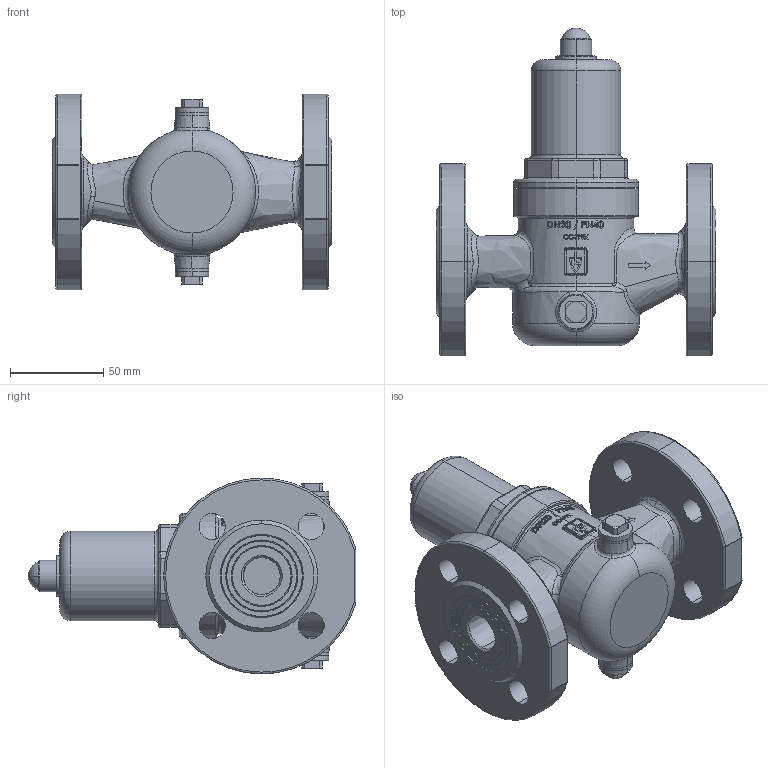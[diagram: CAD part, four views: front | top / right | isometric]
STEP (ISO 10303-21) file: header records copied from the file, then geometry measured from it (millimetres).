
FILE_DESCRIPTION (( 'STEP AP214' ), '1' );
FILE_NAME ('682 HP 20 Dummy.STEP', '2010-08-09T10:58:30', ( '' ), ( '' ), 'SwSTEP 2.0', 'SolidWorks 2010', '' );
FILE_SCHEMA (( 'AUTOMOTIVE_DESIGN' ));
Length unit declared in the file: millimetre
Products named in the file (1): 682 HP 20 Dummy
Bounding box: 150 x 175.7 x 105 mm (x, y, z)
Volume: 388030.1 mm3; surface area: 133461 mm2
Topology: 7 solids, 7 shells, 982 faces, 2470 edges, 1555 vertices
Faces by surface type: plane 331, cylinder 238, bspline 222, cone 92, torus 83, sphere 16
Entity records: 56980 total; most frequent: CARTESIAN_POINT 24821, ORIENTED_EDGE 4894, DIRECTION 3785, EDGE_CURVE 2447, VERTEX_POINT 1555, AXIS2_PLACEMENT_3D 1467, EDGE_LOOP 1090, UNCERTAINTY_MEASURE_WITH_UNIT 991
